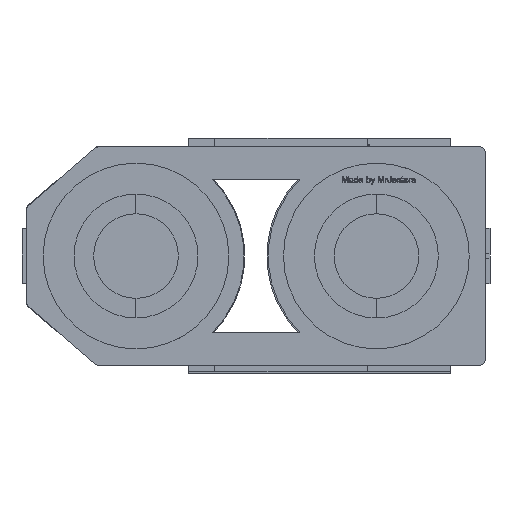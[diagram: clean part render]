
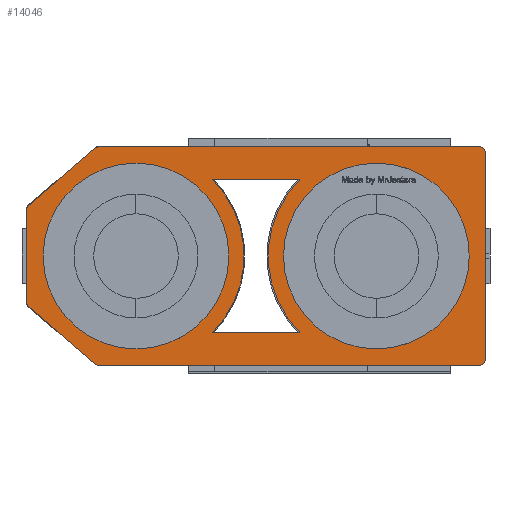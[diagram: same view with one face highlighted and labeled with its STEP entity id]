
A CAD part, front view. The second image highlights one B-rep face of the part: STEP entity #14046.
In plain terms, the highlighted planar face has unit normal (0, -1, 0).
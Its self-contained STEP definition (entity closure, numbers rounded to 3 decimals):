
#1182=FACE_BOUND('',#2815,.T.);
#1183=FACE_BOUND('',#2816,.T.);
#1184=FACE_BOUND('',#2817,.T.);
#1304=CIRCLE('',#14633,4.95);
#1305=CIRCLE('',#14636,4.95);
#1318=CIRCLE('',#14660,0.3);
#1319=CIRCLE('',#14663,0.3);
#1320=CIRCLE('',#14666,0.3);
#1321=CIRCLE('',#14669,0.3);
#1322=CIRCLE('',#14689,0.3);
#1323=CIRCLE('',#14692,0.3);
#1324=CIRCLE('',#14693,4.25);
#1325=CIRCLE('',#14694,4.25);
#1980=FACE_OUTER_BOUND('',#2814,.T.);
#2814=EDGE_LOOP('',(#12361,#12362,#12363,#12364,#12365,#12366,#12367,#12368,
#12369,#12370,#12371,#12372));
#2815=EDGE_LOOP('',(#12373,#12374,#12375,#12376));
#2816=EDGE_LOOP('',(#12377));
#2817=EDGE_LOOP('',(#12378));
#3888=LINE('',#25417,#5118);
#3891=LINE('',#25424,#5121);
#3904=LINE('',#25478,#5134);
#3912=LINE('',#25495,#5142);
#3915=LINE('',#25503,#5145);
#3934=LINE('',#25543,#5164);
#3982=LINE('',#25645,#5212);
#4020=LINE('',#25944,#5250);
#5118=VECTOR('',#16575,10.);
#5121=VECTOR('',#16584,10.);
#5134=VECTOR('',#16639,10.);
#5142=VECTOR('',#16653,10.);
#5145=VECTOR('',#16662,10.);
#5164=VECTOR('',#16687,10.);
#5212=VECTOR('',#16781,10.);
#5250=VECTOR('',#16821,10.);
#6501=VERTEX_POINT('',#25410);
#6502=VERTEX_POINT('',#25411);
#6503=VERTEX_POINT('',#25416);
#6504=VERTEX_POINT('',#25420);
#6523=VERTEX_POINT('',#25475);
#6524=VERTEX_POINT('',#25477);
#6529=VERTEX_POINT('',#25489);
#6530=VERTEX_POINT('',#25493);
#6531=VERTEX_POINT('',#25497);
#6532=VERTEX_POINT('',#25501);
#6549=VERTEX_POINT('',#25537);
#6550=VERTEX_POINT('',#25541);
#6563=VERTEX_POINT('',#25569);
#6580=VERTEX_POINT('',#25639);
#6581=VERTEX_POINT('',#25641);
#6656=VERTEX_POINT('',#25943);
#6657=VERTEX_POINT('',#25946);
#6658=VERTEX_POINT('',#25948);
#8420=EDGE_CURVE('',#6501,#6502,#1304,.T.);
#8423=EDGE_CURVE('',#6502,#6503,#3888,.T.);
#8425=EDGE_CURVE('',#6503,#6504,#1305,.T.);
#8427=EDGE_CURVE('',#6504,#6501,#3891,.T.);
#8452=EDGE_CURVE('',#6523,#6524,#3904,.T.);
#8459=EDGE_CURVE('',#6529,#6523,#1318,.T.);
#8461=EDGE_CURVE('',#6529,#6530,#3912,.T.);
#8463=EDGE_CURVE('',#6531,#6530,#1319,.T.);
#8465=EDGE_CURVE('',#6532,#6531,#3915,.T.);
#8483=EDGE_CURVE('',#6549,#6532,#1320,.T.);
#8485=EDGE_CURVE('',#6550,#6549,#3934,.T.);
#8499=EDGE_CURVE('',#6563,#6550,#1321,.T.);
#8533=EDGE_CURVE('',#6580,#6581,#1322,.T.);
#8535=EDGE_CURVE('',#6581,#6563,#3982,.T.);
#8610=EDGE_CURVE('',#6656,#6580,#4020,.T.);
#8611=EDGE_CURVE('',#6524,#6656,#1323,.T.);
#8612=EDGE_CURVE('',#6657,#6657,#1324,.T.);
#8613=EDGE_CURVE('',#6658,#6658,#1325,.T.);
#12361=ORIENTED_EDGE('',*,*,#8533,.F.);
#12362=ORIENTED_EDGE('',*,*,#8610,.F.);
#12363=ORIENTED_EDGE('',*,*,#8611,.F.);
#12364=ORIENTED_EDGE('',*,*,#8452,.F.);
#12365=ORIENTED_EDGE('',*,*,#8459,.F.);
#12366=ORIENTED_EDGE('',*,*,#8461,.T.);
#12367=ORIENTED_EDGE('',*,*,#8463,.F.);
#12368=ORIENTED_EDGE('',*,*,#8465,.F.);
#12369=ORIENTED_EDGE('',*,*,#8483,.F.);
#12370=ORIENTED_EDGE('',*,*,#8485,.F.);
#12371=ORIENTED_EDGE('',*,*,#8499,.F.);
#12372=ORIENTED_EDGE('',*,*,#8535,.F.);
#12373=ORIENTED_EDGE('',*,*,#8425,.T.);
#12374=ORIENTED_EDGE('',*,*,#8427,.T.);
#12375=ORIENTED_EDGE('',*,*,#8420,.T.);
#12376=ORIENTED_EDGE('',*,*,#8423,.T.);
#12377=ORIENTED_EDGE('',*,*,#8612,.T.);
#12378=ORIENTED_EDGE('',*,*,#8613,.T.);
#13351=PLANE('',#14691);
#14046=ADVANCED_FACE('',(#1980,#1182,#1183,#1184),#13351,.F.);
#14633=AXIS2_PLACEMENT_3D('',#25412,#16569,#16570);
#14636=AXIS2_PLACEMENT_3D('',#25421,#16579,#16580);
#14660=AXIS2_PLACEMENT_3D('',#25491,#16648,#16649);
#14663=AXIS2_PLACEMENT_3D('',#25499,#16657,#16658);
#14666=AXIS2_PLACEMENT_3D('',#25539,#16682,#16683);
#14669=AXIS2_PLACEMENT_3D('',#25571,#16703,#16704);
#14689=AXIS2_PLACEMENT_3D('',#25642,#16776,#16777);
#14691=AXIS2_PLACEMENT_3D('',#25942,#16819,#16820);
#14692=AXIS2_PLACEMENT_3D('',#25945,#16822,#16823);
#14693=AXIS2_PLACEMENT_3D('',#25947,#16824,#16825);
#14694=AXIS2_PLACEMENT_3D('',#25949,#16826,#16827);
#16569=DIRECTION('center_axis',(0.,-1.,0.));
#16570=DIRECTION('ref_axis',(-1.,0.,0.));
#16575=DIRECTION('',(1.,0.,0.));
#16579=DIRECTION('center_axis',(0.,-1.,0.));
#16580=DIRECTION('ref_axis',(-1.,0.,0.));
#16584=DIRECTION('',(-1.,0.,0.));
#16639=DIRECTION('',(0.,0.,1.));
#16648=DIRECTION('center_axis',(0.,1.,0.));
#16649=DIRECTION('ref_axis',(-0.909,0.,-0.417));
#16653=DIRECTION('',(0.758,0.,-0.652));
#16657=DIRECTION('center_axis',(0.,1.,0.));
#16658=DIRECTION('ref_axis',(-0.348,0.,-0.938));
#16662=DIRECTION('',(-1.,0.,0.));
#16682=DIRECTION('center_axis',(0.,1.,0.));
#16683=DIRECTION('ref_axis',(0.707,0.,-0.707));
#16687=DIRECTION('',(0.,0.,-1.));
#16703=DIRECTION('center_axis',(0.,1.,0.));
#16704=DIRECTION('ref_axis',(0.707,0.,0.707));
#16776=DIRECTION('center_axis',(0.,1.,0.));
#16777=DIRECTION('ref_axis',(-0.348,0.,0.938));
#16781=DIRECTION('',(1.,0.,0.));
#16819=DIRECTION('center_axis',(0.,1.,0.));
#16820=DIRECTION('ref_axis',(1.,0.,0.));
#16821=DIRECTION('',(0.758,0.,0.652));
#16822=DIRECTION('center_axis',(0.,1.,0.));
#16823=DIRECTION('ref_axis',(-0.909,0.,0.417));
#16824=DIRECTION('center_axis',(0.,1.,0.));
#16825=DIRECTION('ref_axis',(1.,0.,0.));
#16826=DIRECTION('center_axis',(0.,1.,0.));
#16827=DIRECTION('ref_axis',(1.,0.,0.));
#25410=CARTESIAN_POINT('',(18.5,0.,-8.5));
#25411=CARTESIAN_POINT('',(18.5,0.,-1.5));
#25412=CARTESIAN_POINT('Origin',(15.,0.,-5.));
#25416=CARTESIAN_POINT('',(22.5,0.,-1.5));
#25417=CARTESIAN_POINT('',(21.5,0.,-1.5));
#25420=CARTESIAN_POINT('',(22.5,0.,-8.5));
#25421=CARTESIAN_POINT('Origin',(26.,0.,-5.));
#25424=CARTESIAN_POINT('',(19.5,0.,-8.5));
#25475=CARTESIAN_POINT('',(10.,0.,-7.112));
#25477=CARTESIAN_POINT('',(10.,0.,-2.888));
#25478=CARTESIAN_POINT('',(10.,0.,-7.25));
#25489=CARTESIAN_POINT('',(10.104,0.,-7.34));
#25491=CARTESIAN_POINT('Origin',(10.3,0.,-7.112));
#25493=CARTESIAN_POINT('',(13.116,0.,-9.928));
#25495=CARTESIAN_POINT('',(10.,0.,-7.25));
#25497=CARTESIAN_POINT('',(13.311,0.,-10.));
#25499=CARTESIAN_POINT('Origin',(13.311,0.,-9.7));
#25501=CARTESIAN_POINT('',(30.7,0.,-10.));
#25503=CARTESIAN_POINT('',(31.,0.,-10.));
#25537=CARTESIAN_POINT('',(31.,0.,-9.7));
#25539=CARTESIAN_POINT('Origin',(30.7,0.,-9.7));
#25541=CARTESIAN_POINT('',(31.,0.,-0.3));
#25543=CARTESIAN_POINT('',(31.,0.,0.));
#25569=CARTESIAN_POINT('',(30.7,0.,0.));
#25571=CARTESIAN_POINT('Origin',(30.7,0.,-0.3));
#25639=CARTESIAN_POINT('',(13.116,0.,-0.072));
#25641=CARTESIAN_POINT('',(13.311,0.,0.));
#25642=CARTESIAN_POINT('Origin',(13.311,0.,-0.3));
#25645=CARTESIAN_POINT('',(13.2,0.,0.));
#25942=CARTESIAN_POINT('Origin',(20.5,0.,-5.));
#25943=CARTESIAN_POINT('',(10.104,0.,-2.66));
#25944=CARTESIAN_POINT('',(10.,0.,-2.75));
#25945=CARTESIAN_POINT('Origin',(10.3,0.,-2.888));
#25946=CARTESIAN_POINT('',(21.75,0.,-5.));
#25947=CARTESIAN_POINT('Origin',(26.,0.,-5.));
#25948=CARTESIAN_POINT('',(10.75,0.,-5.));
#25949=CARTESIAN_POINT('Origin',(15.,0.,-5.));
